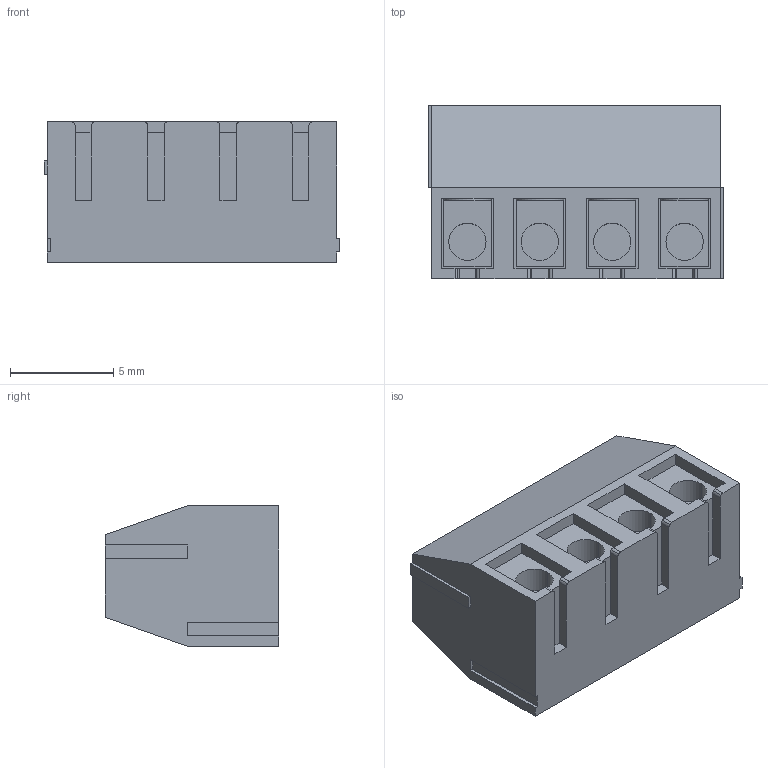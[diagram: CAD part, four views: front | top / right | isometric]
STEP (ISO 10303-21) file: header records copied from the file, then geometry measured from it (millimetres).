
FILE_DESCRIPTION (( 'STEP AP203' ), '1' );
FILE_NAME ('Screw Terminal Block 3.5mm 4-way.step', '2019-10-07T21:48:17', ( '' ), ( '' ), 'SwSTEP 2.0', 'SolidWorks 2017', '' );
FILE_SCHEMA (( 'CONFIG_CONTROL_DESIGN' ));
Length unit declared in the file: inch
Products named in the file (10): Screw Terminal Block 3.5mm 4-way_6; Screw Terminal Block 3.5mm 4-way_10; Screw Terminal Block 3.5mm 4-way; Screw Terminal Block 3.5mm 4-way_11; Screw Terminal Block 3.5mm 4-way_7; Screw Terminal Block 3.5mm 4-way_9; Screw Terminal Block 3.5mm 4-way_3; Screw Terminal Block 3.5mm 4-way_5; Screw Terminal Block 3.5mm 4-way_2
Assembly tree (9 placements, depth 2):
  Screw Terminal Block 3.5mm 4-way
    Screw Terminal Block 3.5mm 4-way_6
    Screw Terminal Block 3.5mm 4-way_5
    Screw Terminal Block 3.5mm 4-way
    Screw Terminal Block 3.5mm 4-way_10
    Screw Terminal Block 3.5mm 4-way_9
    Screw Terminal Block 3.5mm 4-way_2
    Screw Terminal Block 3.5mm 4-way_11
    Screw Terminal Block 3.5mm 4-way_3
    Screw Terminal Block 3.5mm 4-way_7
Bounding box: 14.3 x 8.4 x 6.8 mm (x, y, z)
Volume: 601.1 mm3; surface area: 1447.8 mm2
Topology: 9 solids, 9 shells, 256 faces, 668 edges, 430 vertices
Faces by surface type: plane 144, cylinder 104, torus 8
Entity records: 8916 total; most frequent: CARTESIAN_POINT 1456, DIRECTION 1346, ORIENTED_EDGE 1336, EDGE_CURVE 668, VECTOR 466, LINE 466, AXIS2_PLACEMENT_3D 440, VERTEX_POINT 430
